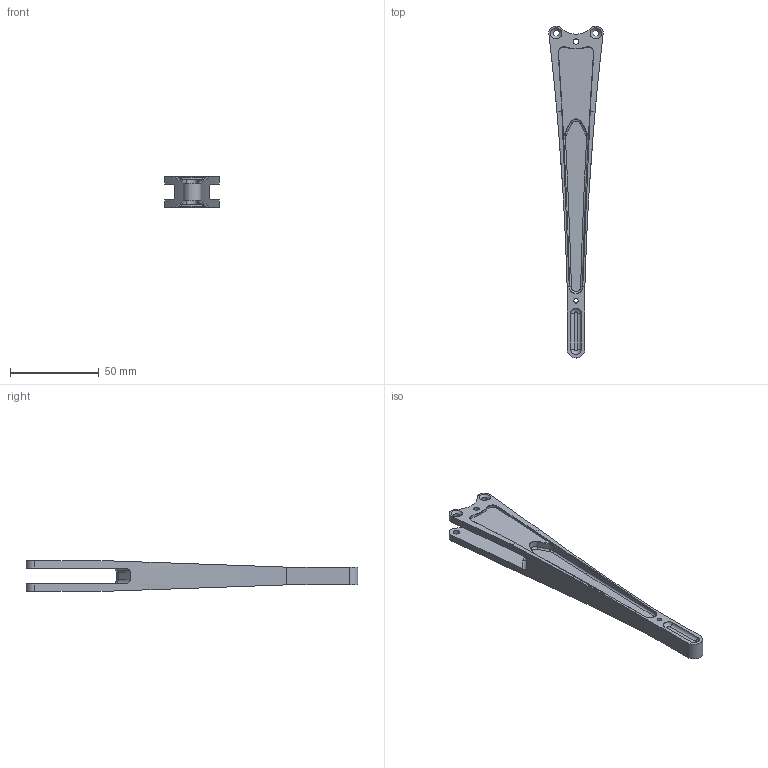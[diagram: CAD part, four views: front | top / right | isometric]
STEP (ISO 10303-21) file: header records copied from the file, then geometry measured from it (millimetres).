
FILE_DESCRIPTION(/* description */ (''),/* implementation_level */ '2;1');
FILE_NAME(/* name */ 'Lower link symmetry.step',/* time_stamp */ '2019-12-09T07:56:43+09:00',/* author */ (''),/* organization */ (''),/* preprocessor_version */ 'ST-DEVELOPER v18',/* originating_system */ 'Autodesk Translation Framework v8.12.0.6',/* authorisation */ '');
FILE_SCHEMA (('AUTOMOTIVE_DESIGN { 1 0 10303 214 3 1 1 }'));
Length unit declared in the file: millimetre
Products named in the file (2): Lower link symmetry; lower link
Assembly tree (1 placements, depth 2):
  Lower link symmetry
    lower link
Bounding box: 30.6 x 186.95 x 17 mm (x, y, z)
Volume: 21523.5 mm3; surface area: 15286.5 mm2
Topology: 1 solids, 1 shells, 119 faces, 297 edges, 182 vertices
Faces by surface type: cylinder 47, plane 28, cone 22, torus 14, bspline 8
Full cylindrical faces by diameter (mm): 2.5 x1, 3 x2, 3.4 x4
Entity records: 3839 total; most frequent: CARTESIAN_POINT 867, DIRECTION 657, ORIENTED_EDGE 594, EDGE_CURVE 297, AXIS2_PLACEMENT_3D 272, VERTEX_POINT 182, CIRCLE 154, EDGE_LOOP 135
